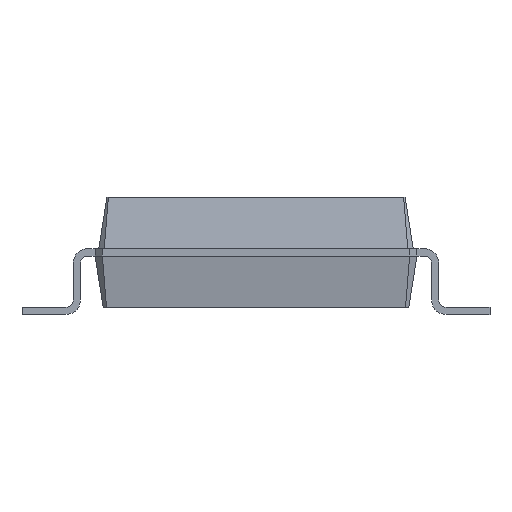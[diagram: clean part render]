
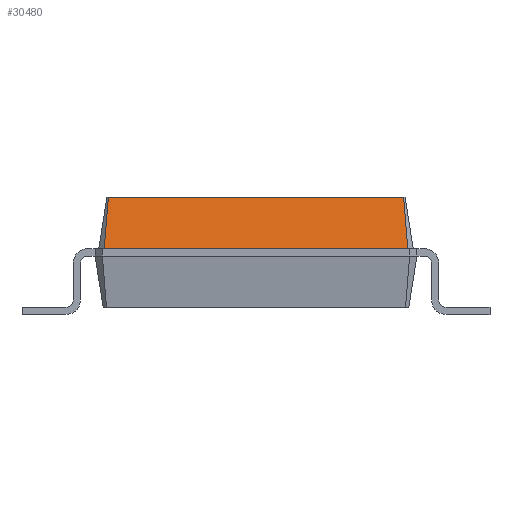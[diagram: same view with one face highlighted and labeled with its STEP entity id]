
A CAD part, front view. The second image highlights one B-rep face of the part: STEP entity #30480.
In plain terms, the highlighted free-form (B-spline) face has degree [1, 1] with [2, 2] control points.
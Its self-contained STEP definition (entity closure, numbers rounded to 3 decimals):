
#7295 = B_SPLINE_SURFACE_WITH_KNOTS('',1,1,(
(#7296,#7297)
,(#7298,#7299
)),.UNSPECIFIED.,.F.,.F.,.F.,(2,2),(2,2),(0.,0.106),(0.,1.)
,.PIECEWISE_BEZIER_KNOTS.);
#7296 = CARTESIAN_POINT('',(2.15,-5.375,0.9));
#7297 = CARTESIAN_POINT('',(2.039,-5.32,1.6));
#7298 = CARTESIAN_POINT('',(2.075,-5.45,0.9));
#7299 = CARTESIAN_POINT('',(2.02,-5.339,1.6));
#7322 = PLANE('',#7323);
#7323 = AXIS2_PLACEMENT_3D('',#7324,#7325,#7326);
#7324 = CARTESIAN_POINT('',(-2.02,5.339,1.6));
#7325 = DIRECTION('',(0.,-0.,-1.));
#7326 = DIRECTION('',(0.354,-0.935,0.));
#22302 = VERTEX_POINT('',#22303);
#22303 = CARTESIAN_POINT('',(2.075,-5.45,0.9));
#22323 = EDGE_CURVE('',#22302,#22324,#22326,.T.);
#22324 = VERTEX_POINT('',#22325);
#22325 = CARTESIAN_POINT('',(2.02,-5.339,1.6));
#22326 = SURFACE_CURVE('',#22327,(#22330,#22337),.PCURVE_S1.);
#22327 = B_SPLINE_CURVE_WITH_KNOTS('',1,(#22328,#22329),.UNSPECIFIED.,
.F.,.F.,(2,2),(0.,1.),.PIECEWISE_BEZIER_KNOTS.);
#22328 = CARTESIAN_POINT('',(2.075,-5.45,0.9));
#22329 = CARTESIAN_POINT('',(2.02,-5.339,1.6));
#22330 = PCURVE('',#7295,#22331);
#22331 = DEFINITIONAL_REPRESENTATION('',(#22332),#22336);
#22332 = LINE('',#22333,#22334);
#22333 = CARTESIAN_POINT('',(0.106,0.));
#22334 = VECTOR('',#22335,1.);
#22335 = DIRECTION('',(0.,1.));
#22336 = ( GEOMETRIC_REPRESENTATION_CONTEXT(2)
PARAMETRIC_REPRESENTATION_CONTEXT() REPRESENTATION_CONTEXT('2D SPACE',''
) );
#22337 = PCURVE('',#22338,#22343);
#22338 = B_SPLINE_SURFACE_WITH_KNOTS('',1,1,(
(#22339,#22340)
,(#22341,#22342
)),.UNSPECIFIED.,.F.,.F.,.F.,(2,2),(2,2),(0.,4.15),(0.,1.),
.PIECEWISE_BEZIER_KNOTS.);
#22339 = CARTESIAN_POINT('',(2.075,-5.45,0.9));
#22340 = CARTESIAN_POINT('',(2.02,-5.339,1.6));
#22341 = CARTESIAN_POINT('',(-2.075,-5.45,0.9));
#22342 = CARTESIAN_POINT('',(-2.02,-5.339,1.6));
#22343 = DEFINITIONAL_REPRESENTATION('',(#22344),#22348);
#22344 = LINE('',#22345,#22346);
#22345 = CARTESIAN_POINT('',(0.,0.));
#22346 = VECTOR('',#22347,1.);
#22347 = DIRECTION('',(0.,1.));
#22348 = ( GEOMETRIC_REPRESENTATION_CONTEXT(2)
PARAMETRIC_REPRESENTATION_CONTEXT() REPRESENTATION_CONTEXT('2D SPACE',''
) );
#22425 = EDGE_CURVE('',#22324,#22426,#22428,.T.);
#22426 = VERTEX_POINT('',#22427);
#22427 = CARTESIAN_POINT('',(-2.02,-5.339,1.6));
#22428 = SURFACE_CURVE('',#22429,(#22433,#22440),.PCURVE_S1.);
#22429 = LINE('',#22430,#22431);
#22430 = CARTESIAN_POINT('',(2.02,-5.339,1.6));
#22431 = VECTOR('',#22432,1.);
#22432 = DIRECTION('',(-1.,0.,0.));
#22433 = PCURVE('',#7322,#22434);
#22434 = DEFINITIONAL_REPRESENTATION('',(#22435),#22439);
#22435 = LINE('',#22436,#22437);
#22436 = CARTESIAN_POINT('',(11.417,0.));
#22437 = VECTOR('',#22438,1.);
#22438 = DIRECTION('',(-0.354,0.935));
#22439 = ( GEOMETRIC_REPRESENTATION_CONTEXT(2)
PARAMETRIC_REPRESENTATION_CONTEXT() REPRESENTATION_CONTEXT('2D SPACE',''
) );
#22440 = PCURVE('',#22338,#22441);
#22441 = DEFINITIONAL_REPRESENTATION('',(#22442),#22445);
#22442 = B_SPLINE_CURVE_WITH_KNOTS('',1,(#22443,#22444),.UNSPECIFIED.,
.F.,.F.,(2,2),(0.,4.039),.PIECEWISE_BEZIER_KNOTS.);
#22443 = CARTESIAN_POINT('',(0.,1.));
#22444 = CARTESIAN_POINT('',(4.15,1.));
#22445 = ( GEOMETRIC_REPRESENTATION_CONTEXT(2)
PARAMETRIC_REPRESENTATION_CONTEXT() REPRESENTATION_CONTEXT('2D SPACE',''
) );
#22463 = B_SPLINE_SURFACE_WITH_KNOTS('',1,1,(
(#22464,#22465)
,(#22466,#22467
)),.UNSPECIFIED.,.F.,.F.,.F.,(2,2),(2,2),(0.,0.106),(0.,1.)
,.PIECEWISE_BEZIER_KNOTS.);
#22464 = CARTESIAN_POINT('',(-2.075,-5.45,0.9));
#22465 = CARTESIAN_POINT('',(-2.02,-5.339,1.6));
#22466 = CARTESIAN_POINT('',(-2.15,-5.375,0.9));
#22467 = CARTESIAN_POINT('',(-2.039,-5.32,1.6));
#22821 = B_SPLINE_SURFACE_WITH_KNOTS('',1,1,(
(#22822,#22823)
,(#22824,#22825
)),.UNSPECIFIED.,.F.,.F.,.F.,(2,2),(2,2),(0.,4.2),(0.,1.),
.PIECEWISE_BEZIER_KNOTS.);
#22822 = CARTESIAN_POINT('',(2.1,-5.5,0.9));
#22823 = CARTESIAN_POINT('',(2.075,-5.45,0.9));
#22824 = CARTESIAN_POINT('',(-2.1,-5.5,0.9));
#22825 = CARTESIAN_POINT('',(-2.075,-5.45,0.9));
#30480 = ADVANCED_FACE('',(#30481),#22338,.F.);
#30481 = FACE_BOUND('',#30482,.F.);
#30482 = EDGE_LOOP('',(#30483,#30505,#30525,#30526));
#30483 = ORIENTED_EDGE('',*,*,#30484,.T.);
#30484 = EDGE_CURVE('',#22302,#30485,#30487,.T.);
#30485 = VERTEX_POINT('',#30486);
#30486 = CARTESIAN_POINT('',(-2.075,-5.45,0.9));
#30487 = SURFACE_CURVE('',#30488,(#30492,#30499),.PCURVE_S1.);
#30488 = LINE('',#30489,#30490);
#30489 = CARTESIAN_POINT('',(2.075,-5.45,0.9));
#30490 = VECTOR('',#30491,1.);
#30491 = DIRECTION('',(-1.,0.,0.));
#30492 = PCURVE('',#22338,#30493);
#30493 = DEFINITIONAL_REPRESENTATION('',(#30494),#30498);
#30494 = LINE('',#30495,#30496);
#30495 = CARTESIAN_POINT('',(0.,0.));
#30496 = VECTOR('',#30497,1.);
#30497 = DIRECTION('',(1.,0.));
#30498 = ( GEOMETRIC_REPRESENTATION_CONTEXT(2)
PARAMETRIC_REPRESENTATION_CONTEXT() REPRESENTATION_CONTEXT('2D SPACE',''
) );
#30499 = PCURVE('',#22821,#30500);
#30500 = DEFINITIONAL_REPRESENTATION('',(#30501),#30504);
#30501 = B_SPLINE_CURVE_WITH_KNOTS('',1,(#30502,#30503),.UNSPECIFIED.,
.F.,.F.,(2,2),(0.,4.15),.PIECEWISE_BEZIER_KNOTS.);
#30502 = CARTESIAN_POINT('',(0.,1.));
#30503 = CARTESIAN_POINT('',(4.2,1.));
#30504 = ( GEOMETRIC_REPRESENTATION_CONTEXT(2)
PARAMETRIC_REPRESENTATION_CONTEXT() REPRESENTATION_CONTEXT('2D SPACE',''
) );
#30505 = ORIENTED_EDGE('',*,*,#30506,.T.);
#30506 = EDGE_CURVE('',#30485,#22426,#30507,.T.);
#30507 = SURFACE_CURVE('',#30508,(#30511,#30518),.PCURVE_S1.);
#30508 = B_SPLINE_CURVE_WITH_KNOTS('',1,(#30509,#30510),.UNSPECIFIED.,
.F.,.F.,(2,2),(0.,1.),.PIECEWISE_BEZIER_KNOTS.);
#30509 = CARTESIAN_POINT('',(-2.075,-5.45,0.9));
#30510 = CARTESIAN_POINT('',(-2.02,-5.339,1.6));
#30511 = PCURVE('',#22338,#30512);
#30512 = DEFINITIONAL_REPRESENTATION('',(#30513),#30517);
#30513 = LINE('',#30514,#30515);
#30514 = CARTESIAN_POINT('',(4.15,0.));
#30515 = VECTOR('',#30516,1.);
#30516 = DIRECTION('',(0.,1.));
#30517 = ( GEOMETRIC_REPRESENTATION_CONTEXT(2)
PARAMETRIC_REPRESENTATION_CONTEXT() REPRESENTATION_CONTEXT('2D SPACE',''
) );
#30518 = PCURVE('',#22463,#30519);
#30519 = DEFINITIONAL_REPRESENTATION('',(#30520),#30524);
#30520 = LINE('',#30521,#30522);
#30521 = CARTESIAN_POINT('',(0.,0.));
#30522 = VECTOR('',#30523,1.);
#30523 = DIRECTION('',(0.,1.));
#30524 = ( GEOMETRIC_REPRESENTATION_CONTEXT(2)
PARAMETRIC_REPRESENTATION_CONTEXT() REPRESENTATION_CONTEXT('2D SPACE',''
) );
#30525 = ORIENTED_EDGE('',*,*,#22425,.F.);
#30526 = ORIENTED_EDGE('',*,*,#22323,.F.);
